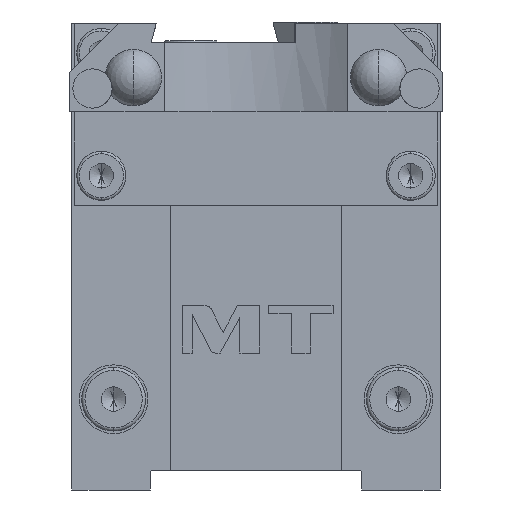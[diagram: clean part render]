
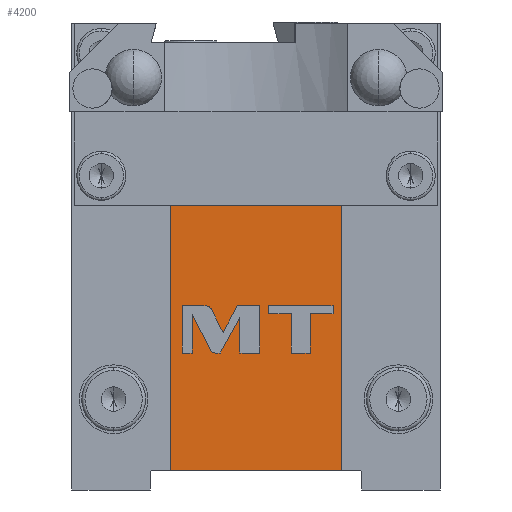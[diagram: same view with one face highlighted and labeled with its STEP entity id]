
A CAD part, left-side view. The second image highlights one B-rep face of the part: STEP entity #4200.
In plain terms, the highlighted planar face has unit normal (-1, 0, 0).
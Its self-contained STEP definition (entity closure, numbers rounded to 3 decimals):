
#645=DIRECTION('',(0.,0.,-1.));
#646=VECTOR('',#645,33.);
#647=CARTESIAN_POINT('',(-12.9,17.5,43.5));
#648=LINE('',#647,#646);
#649=DIRECTION('',(0.,-1.,0.));
#650=VECTOR('',#649,35.);
#651=CARTESIAN_POINT('',(-12.9,17.5,43.5));
#652=LINE('',#651,#650);
#653=DIRECTION('',(0.,0.,-1.));
#654=VECTOR('',#653,33.);
#655=CARTESIAN_POINT('',(-12.9,-17.5,43.5));
#656=LINE('',#655,#654);
#657=DIRECTION('',(0.,-1.,0.));
#658=VECTOR('',#657,35.);
#659=CARTESIAN_POINT('',(-12.9,17.5,-43.5));
#660=LINE('',#659,#658);
#661=DIRECTION('',(0.,0.,1.));
#662=VECTOR('',#661,54.);
#663=CARTESIAN_POINT('',(-12.9,17.5,-43.5));
#664=LINE('',#663,#662);
#665=CARTESIAN_POINT('',(-12.9,9.147,-10.625));
#666=CARTESIAN_POINT('',(-12.9,9.347,-10.239));
#667=CARTESIAN_POINT('',(-12.9,9.74,-10.));
#668=CARTESIAN_POINT('',(-12.9,10.174,-10.));
#670=DIRECTION('',(0.,1.,0.));
#671=VECTOR('',#670,4.826);
#672=CARTESIAN_POINT('',(-12.9,10.174,-10.));
#673=LINE('',#672,#671);
#674=DIRECTION('',(0.,0.,-1.));
#675=VECTOR('',#674,9.6);
#676=CARTESIAN_POINT('',(-12.9,15.,-10.));
#677=LINE('',#676,#675);
#678=DIRECTION('',(0.,-1.,0.));
#679=VECTOR('',#678,1.997);
#680=CARTESIAN_POINT('',(-12.9,15.,-19.6));
#681=LINE('',#680,#679);
#682=DIRECTION('',(0.,0.,1.));
#683=VECTOR('',#682,7.777);
#684=CARTESIAN_POINT('',(-12.9,13.003,-19.6));
#685=LINE('',#684,#683);
#686=DIRECTION('',(0.,-0.459,-0.888));
#687=VECTOR('',#686,8.052);
#688=CARTESIAN_POINT('',(-12.9,13.003,-11.823));
#689=LINE('',#688,#687);
#690=CARTESIAN_POINT('',(-12.9,9.305,-18.975));
#691=CARTESIAN_POINT('',(-12.9,9.106,-19.361));
#692=CARTESIAN_POINT('',(-12.9,8.712,-19.6));
#693=CARTESIAN_POINT('',(-12.9,8.277,-19.6));
#695=DIRECTION('',(0.,-1.,0.));
#696=VECTOR('',#695,1.001);
#697=CARTESIAN_POINT('',(-12.9,8.277,-19.6));
#698=LINE('',#697,#696);
#699=DIRECTION('',(0.,-0.481,0.877));
#700=VECTOR('',#699,8.329);
#701=CARTESIAN_POINT('',(-12.9,7.276,-19.6));
#702=LINE('',#701,#700);
#703=DIRECTION('',(0.,0.,-1.));
#704=VECTOR('',#703,7.302);
#705=CARTESIAN_POINT('',(-12.9,3.268,-12.298));
#706=LINE('',#705,#704);
#707=DIRECTION('',(0.,-1.,0.));
#708=VECTOR('',#707,4.04);
#709=CARTESIAN_POINT('',(-12.9,3.268,-19.6));
#710=LINE('',#709,#708);
#711=DIRECTION('',(0.,0.,1.));
#712=VECTOR('',#711,9.6);
#713=CARTESIAN_POINT('',(-12.9,-0.772,-19.6));
#714=LINE('',#713,#712);
#715=DIRECTION('',(0.,1.,0.));
#716=VECTOR('',#715,4.554);
#717=CARTESIAN_POINT('',(-12.9,-0.772,-10.));
#718=LINE('',#717,#716);
#719=DIRECTION('',(0.,0.481,-0.877));
#720=VECTOR('',#719,6.087);
#721=CARTESIAN_POINT('',(-12.9,3.782,-10.));
#722=LINE('',#721,#720);
#723=DIRECTION('',(0.,0.459,0.888));
#724=VECTOR('',#723,5.303);
#725=CARTESIAN_POINT('',(-12.9,6.711,-15.336));
#726=LINE('',#725,#724);
#727=DIRECTION('',(0.,0.,-1.));
#728=VECTOR('',#727,7.965);
#729=CARTESIAN_POINT('',(-12.9,-7.228,-11.635));
#730=LINE('',#729,#728);
#731=DIRECTION('',(0.,-1.,0.));
#732=VECTOR('',#731,3.803);
#733=CARTESIAN_POINT('',(-12.9,-7.228,-19.6));
#734=LINE('',#733,#732);
#735=DIRECTION('',(0.,0.,1.));
#736=VECTOR('',#735,7.965);
#737=CARTESIAN_POINT('',(-12.9,-11.03,-19.6));
#738=LINE('',#737,#736);
#739=DIRECTION('',(0.,-1.,0.));
#740=VECTOR('',#739,4.654);
#741=CARTESIAN_POINT('',(-12.9,-11.03,-11.635));
#742=LINE('',#741,#740);
#743=DIRECTION('',(0.,0.,1.));
#744=VECTOR('',#743,1.635);
#745=CARTESIAN_POINT('',(-12.9,-15.684,-11.635));
#746=LINE('',#745,#744);
#747=DIRECTION('',(0.,1.,0.));
#748=VECTOR('',#747,13.111);
#749=CARTESIAN_POINT('',(-12.9,-15.684,-10.));
#750=LINE('',#749,#748);
#751=DIRECTION('',(0.,0.,-1.));
#752=VECTOR('',#751,1.635);
#753=CARTESIAN_POINT('',(-12.9,-2.574,-10.));
#754=LINE('',#753,#752);
#755=DIRECTION('',(0.,-1.,0.));
#756=VECTOR('',#755,4.654);
#757=CARTESIAN_POINT('',(-12.9,-2.574,-11.635));
#758=LINE('',#757,#756);
#903=DIRECTION('',(0.,0.,1.));
#904=VECTOR('',#903,54.);
#905=CARTESIAN_POINT('',(-12.9,-17.5,-43.5));
#906=LINE('',#905,#904);
#2762=CARTESIAN_POINT('',(-12.9,17.5,-43.5));
#2764=VERTEX_POINT('',#2762);
#2765=CARTESIAN_POINT('',(-12.9,-17.5,-43.5));
#2766=VERTEX_POINT('',#2765);
#3057=CARTESIAN_POINT('',(-12.9,17.5,43.5));
#3058=CARTESIAN_POINT('',(-12.9,17.5,10.5));
#3059=VERTEX_POINT('',#3057);
#3060=VERTEX_POINT('',#3058);
#3061=CARTESIAN_POINT('',(-12.9,-17.5,43.5));
#3062=CARTESIAN_POINT('',(-12.9,-17.5,10.5));
#3063=VERTEX_POINT('',#3061);
#3064=VERTEX_POINT('',#3062);
#3292=CARTESIAN_POINT('',(-12.9,9.147,-10.625));
#3293=VERTEX_POINT('',#3292);
#3294=CARTESIAN_POINT('',(-12.9,10.174,-10.));
#3295=VERTEX_POINT('',#3294);
#3296=CARTESIAN_POINT('',(-12.9,15.,-10.));
#3297=VERTEX_POINT('',#3296);
#3298=CARTESIAN_POINT('',(-12.9,15.,-19.6));
#3299=VERTEX_POINT('',#3298);
#3300=CARTESIAN_POINT('',(-12.9,13.003,-19.6));
#3301=VERTEX_POINT('',#3300);
#3302=CARTESIAN_POINT('',(-12.9,13.003,-11.823));
#3303=VERTEX_POINT('',#3302);
#3304=CARTESIAN_POINT('',(-12.9,9.305,-18.975));
#3305=VERTEX_POINT('',#3304);
#3306=CARTESIAN_POINT('',(-12.9,8.277,-19.6));
#3307=VERTEX_POINT('',#3306);
#3308=CARTESIAN_POINT('',(-12.9,7.276,-19.6));
#3309=VERTEX_POINT('',#3308);
#3310=CARTESIAN_POINT('',(-12.9,3.268,-12.298));
#3311=VERTEX_POINT('',#3310);
#3312=CARTESIAN_POINT('',(-12.9,3.268,-19.6));
#3313=VERTEX_POINT('',#3312);
#3314=CARTESIAN_POINT('',(-12.9,-0.772,-19.6));
#3315=VERTEX_POINT('',#3314);
#3316=CARTESIAN_POINT('',(-12.9,-0.772,-10.));
#3317=VERTEX_POINT('',#3316);
#3318=CARTESIAN_POINT('',(-12.9,3.782,-10.));
#3319=VERTEX_POINT('',#3318);
#3320=CARTESIAN_POINT('',(-12.9,6.711,-15.336));
#3321=VERTEX_POINT('',#3320);
#3322=CARTESIAN_POINT('',(-12.9,-7.228,-11.635));
#3323=VERTEX_POINT('',#3322);
#3324=CARTESIAN_POINT('',(-12.9,-7.228,-19.6));
#3325=VERTEX_POINT('',#3324);
#3326=CARTESIAN_POINT('',(-12.9,-11.03,-19.6));
#3327=VERTEX_POINT('',#3326);
#3328=CARTESIAN_POINT('',(-12.9,-11.03,-11.635));
#3329=VERTEX_POINT('',#3328);
#3330=CARTESIAN_POINT('',(-12.9,-15.684,-11.635));
#3331=VERTEX_POINT('',#3330);
#3332=CARTESIAN_POINT('',(-12.9,-15.684,-10.));
#3333=VERTEX_POINT('',#3332);
#3334=CARTESIAN_POINT('',(-12.9,-2.574,-10.));
#3335=VERTEX_POINT('',#3334);
#3336=CARTESIAN_POINT('',(-12.9,-2.574,-11.635));
#3337=VERTEX_POINT('',#3336);
#4134=CARTESIAN_POINT('',(-12.9,0.,-29.));
#4135=DIRECTION('',(-1.,0.,0.));
#4136=DIRECTION('',(0.,0.,-1.));
#4137=AXIS2_PLACEMENT_3D('',#4134,#4135,#4136);
#4138=PLANE('',#4137);
#4140=ORIENTED_EDGE('',*,*,#4139,.F.);
#4141=ORIENTED_EDGE('',*,*,#3508,.T.);
#4143=ORIENTED_EDGE('',*,*,#4142,.T.);
#4145=ORIENTED_EDGE('',*,*,#4144,.F.);
#4146=ORIENTED_EDGE('',*,*,#3998,.F.);
#4147=ORIENTED_EDGE('',*,*,#4125,.T.);
#4148=EDGE_LOOP('',(#4140,#4141,#4143,#4145,#4146,#4147));
#4149=FACE_OUTER_BOUND('',#4148,.F.);
#4151=ORIENTED_EDGE('',*,*,#4150,.T.);
#4153=ORIENTED_EDGE('',*,*,#4152,.T.);
#4155=ORIENTED_EDGE('',*,*,#4154,.T.);
#4157=ORIENTED_EDGE('',*,*,#4156,.T.);
#4159=ORIENTED_EDGE('',*,*,#4158,.T.);
#4161=ORIENTED_EDGE('',*,*,#4160,.T.);
#4163=ORIENTED_EDGE('',*,*,#4162,.T.);
#4165=ORIENTED_EDGE('',*,*,#4164,.T.);
#4167=ORIENTED_EDGE('',*,*,#4166,.T.);
#4169=ORIENTED_EDGE('',*,*,#4168,.T.);
#4171=ORIENTED_EDGE('',*,*,#4170,.T.);
#4173=ORIENTED_EDGE('',*,*,#4172,.T.);
#4175=ORIENTED_EDGE('',*,*,#4174,.T.);
#4177=ORIENTED_EDGE('',*,*,#4176,.T.);
#4179=ORIENTED_EDGE('',*,*,#4178,.T.);
#4180=EDGE_LOOP('',(#4151,#4153,#4155,#4157,#4159,#4161,#4163,#4165,#4167,#4169,
#4171,#4173,#4175,#4177,#4179));
#4181=FACE_BOUND('',#4180,.F.);
#4183=ORIENTED_EDGE('',*,*,#4182,.T.);
#4185=ORIENTED_EDGE('',*,*,#4184,.T.);
#4187=ORIENTED_EDGE('',*,*,#4186,.T.);
#4189=ORIENTED_EDGE('',*,*,#4188,.T.);
#4191=ORIENTED_EDGE('',*,*,#4190,.T.);
#4193=ORIENTED_EDGE('',*,*,#4192,.T.);
#4195=ORIENTED_EDGE('',*,*,#4194,.T.);
#4197=ORIENTED_EDGE('',*,*,#4196,.T.);
#4198=EDGE_LOOP('',(#4183,#4185,#4187,#4189,#4191,#4193,#4195,#4197));
#4199=FACE_BOUND('',#4198,.F.);
#4200=ADVANCED_FACE('',(#4149,#4181,#4199),#4138,.T.);
#669=B_SPLINE_CURVE_WITH_KNOTS('',3,(#665,#666,#667,#668),.UNSPECIFIED.,.F.,.F.,
(4,4),(0.,1.),.UNSPECIFIED.);
#694=B_SPLINE_CURVE_WITH_KNOTS('',3,(#690,#691,#692,#693),.UNSPECIFIED.,.F.,.F.,
(4,4),(0.,1.),.UNSPECIFIED.);
#3508=EDGE_CURVE('',#3059,#3063,#652,.T.);
#3998=EDGE_CURVE('',#2764,#2766,#660,.T.);
#4125=EDGE_CURVE('',#2764,#3060,#664,.T.);
#4139=EDGE_CURVE('',#3059,#3060,#648,.T.);
#4142=EDGE_CURVE('',#3063,#3064,#656,.T.);
#4144=EDGE_CURVE('',#2766,#3064,#906,.T.);
#4150=EDGE_CURVE('',#3293,#3295,#669,.T.);
#4152=EDGE_CURVE('',#3295,#3297,#673,.T.);
#4154=EDGE_CURVE('',#3297,#3299,#677,.T.);
#4156=EDGE_CURVE('',#3299,#3301,#681,.T.);
#4158=EDGE_CURVE('',#3301,#3303,#685,.T.);
#4160=EDGE_CURVE('',#3303,#3305,#689,.T.);
#4162=EDGE_CURVE('',#3305,#3307,#694,.T.);
#4164=EDGE_CURVE('',#3307,#3309,#698,.T.);
#4166=EDGE_CURVE('',#3309,#3311,#702,.T.);
#4168=EDGE_CURVE('',#3311,#3313,#706,.T.);
#4170=EDGE_CURVE('',#3313,#3315,#710,.T.);
#4172=EDGE_CURVE('',#3315,#3317,#714,.T.);
#4174=EDGE_CURVE('',#3317,#3319,#718,.T.);
#4176=EDGE_CURVE('',#3319,#3321,#722,.T.);
#4178=EDGE_CURVE('',#3321,#3293,#726,.T.);
#4182=EDGE_CURVE('',#3323,#3325,#730,.T.);
#4184=EDGE_CURVE('',#3325,#3327,#734,.T.);
#4186=EDGE_CURVE('',#3327,#3329,#738,.T.);
#4188=EDGE_CURVE('',#3329,#3331,#742,.T.);
#4190=EDGE_CURVE('',#3331,#3333,#746,.T.);
#4192=EDGE_CURVE('',#3333,#3335,#750,.T.);
#4194=EDGE_CURVE('',#3335,#3337,#754,.T.);
#4196=EDGE_CURVE('',#3337,#3323,#758,.T.);
